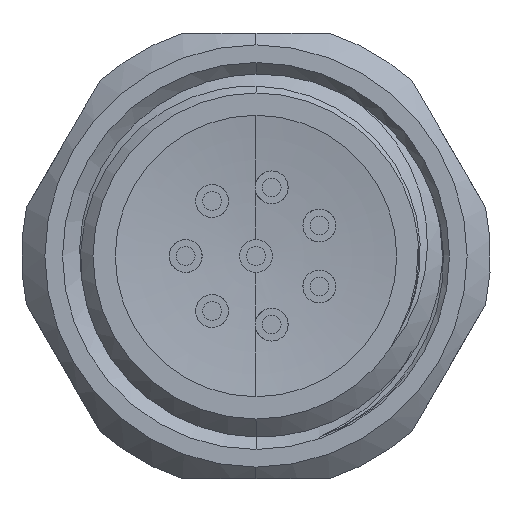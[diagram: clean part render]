
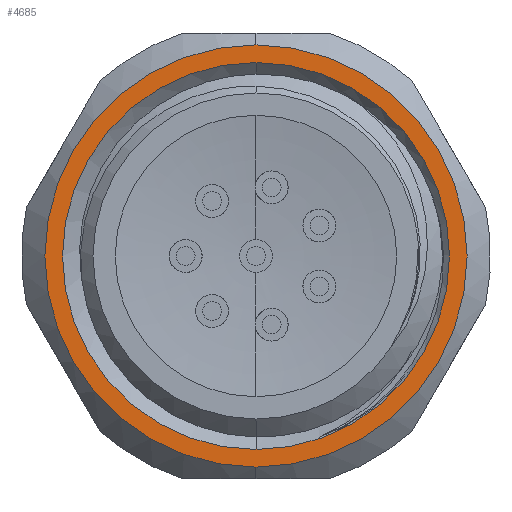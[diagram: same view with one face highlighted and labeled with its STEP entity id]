
A CAD part, left-side view. The second image highlights one B-rep face of the part: STEP entity #4685.
In plain terms, the highlighted planar face has unit normal (-1, 0, 0).
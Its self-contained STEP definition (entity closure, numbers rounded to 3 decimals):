
#167 = AXIS2_PLACEMENT_3D ( 'NONE', #3235, #7601, #3853 ) ;
#286 = ORIENTED_EDGE ( 'NONE', *, *, #6320, .F. ) ;
#1322 = FACE_OUTER_BOUND ( 'NONE', #3884, .T. ) ;
#1426 = FACE_BOUND ( 'NONE', #2692, .T. ) ;
#1744 = VERTEX_POINT ( 'NONE', #6208 ) ;
#1862 = AXIS2_PLACEMENT_3D ( 'NONE', #5912, #2173, #6557 ) ;
#1985 = ORIENTED_EDGE ( 'NONE', *, *, #7265, .T. ) ;
#2173 = DIRECTION ( 'NONE',  ( -1., 0., 0. ) ) ;
#2179 = DIRECTION ( 'NONE',  ( 0., 0., -1. ) ) ;
#2520 = AXIS2_PLACEMENT_3D ( 'NONE', #4023, #5916, #2179 ) ;
#2692 = EDGE_LOOP ( 'NONE', ( #286, #8077 ) ) ;
#2710 = DIRECTION ( 'NONE',  ( -1., 0., 0. ) ) ;
#3144 = EDGE_CURVE ( 'NONE', #3992, #1744, #6197, .T. ) ;
#3168 = CARTESIAN_POINT ( 'NONE',  ( 0.5, 0., 9. ) ) ;
#3235 = CARTESIAN_POINT ( 'NONE',  ( 0.5, 0., 0. ) ) ;
#3354 = EDGE_CURVE ( 'NONE', #6405, #6949, #5218, .T. ) ;
#3853 = DIRECTION ( 'NONE',  ( 0., 0., 1. ) ) ;
#3884 = EDGE_LOOP ( 'NONE', ( #4248, #1985 ) ) ;
#3992 = VERTEX_POINT ( 'NONE', #5455 ) ;
#4023 = CARTESIAN_POINT ( 'NONE',  ( 0.5, -9.108, 9.108 ) ) ;
#4062 = DIRECTION ( 'NONE',  ( 0., 0., 1. ) ) ;
#4071 = CIRCLE ( 'NONE', #1862, 9. ) ;
#4116 = DIRECTION ( 'NONE',  ( -1., 0., 0. ) ) ;
#4142 = CARTESIAN_POINT ( 'NONE',  ( 0.5, 0., 0. ) ) ;
#4248 = ORIENTED_EDGE ( 'NONE', *, *, #3354, .T. ) ;
#4532 = AXIS2_PLACEMENT_3D ( 'NONE', #4142, #4116, #4062 ) ;
#4685 = ADVANCED_FACE ( 'NONE', ( #1426, #1322 ), #7152, .F. ) ;
#5218 = CIRCLE ( 'NONE', #7466, 9. ) ;
#5455 = CARTESIAN_POINT ( 'NONE',  ( 0.5, 0., -8.25 ) ) ;
#5912 = CARTESIAN_POINT ( 'NONE',  ( 0.5, 0., 0. ) ) ;
#5916 = DIRECTION ( 'NONE',  ( 1., 0., 0. ) ) ;
#6197 = CIRCLE ( 'NONE', #4532, 8.25 ) ;
#6208 = CARTESIAN_POINT ( 'NONE',  ( 0.5, 0., 8.25 ) ) ;
#6320 = EDGE_CURVE ( 'NONE', #1744, #3992, #6322, .T. ) ;
#6322 = CIRCLE ( 'NONE', #167, 8.25 ) ;
#6405 = VERTEX_POINT ( 'NONE', #7625 ) ;
#6465 = CARTESIAN_POINT ( 'NONE',  ( 0.5, 0., 0. ) ) ;
#6557 = DIRECTION ( 'NONE',  ( 0., 0., -1. ) ) ;
#6949 = VERTEX_POINT ( 'NONE', #3168 ) ;
#7084 = DIRECTION ( 'NONE',  ( 0., 0., -1. ) ) ;
#7152 = PLANE ( 'NONE',  #2520 ) ;
#7265 = EDGE_CURVE ( 'NONE', #6949, #6405, #4071, .T. ) ;
#7466 = AXIS2_PLACEMENT_3D ( 'NONE', #6465, #2710, #7084 ) ;
#7601 = DIRECTION ( 'NONE',  ( -1., 0., 0. ) ) ;
#7625 = CARTESIAN_POINT ( 'NONE',  ( 0.5, 0., -9. ) ) ;
#8077 = ORIENTED_EDGE ( 'NONE', *, *, #3144, .F. ) ;
